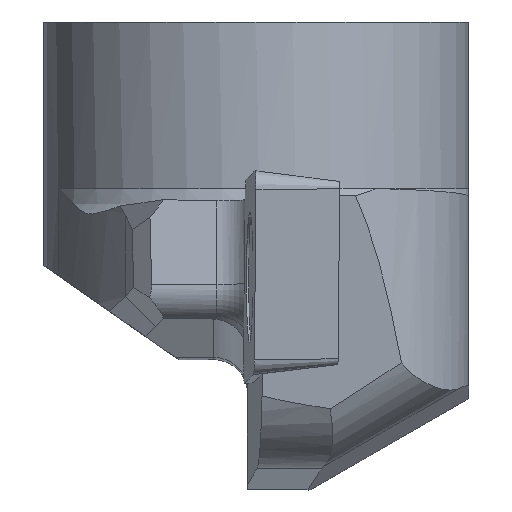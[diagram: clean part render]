
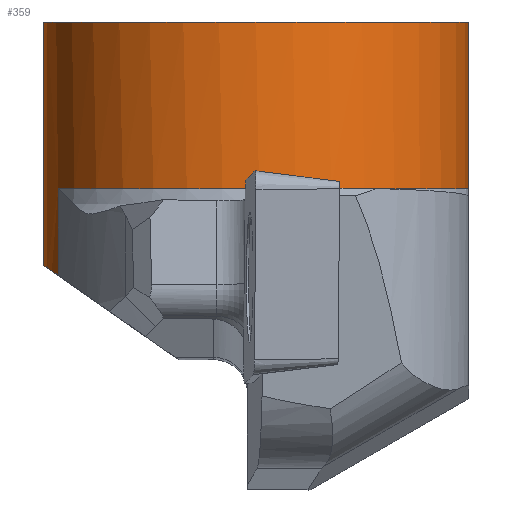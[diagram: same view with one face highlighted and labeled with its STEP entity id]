
A CAD part, left-side view. The second image highlights one B-rep face of the part: STEP entity #359.
In plain terms, the highlighted cylindrical face has radius 10 mm (diameter 20 mm), a full revolution.
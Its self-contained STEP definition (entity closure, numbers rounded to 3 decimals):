
#118=CYLINDRICAL_SURFACE('',#1273,10.);
#136=FACE_BOUND('',#504,.T.);
#137=FACE_BOUND('',#505,.T.);
#160=B_SPLINE_CURVE_WITH_KNOTS('',3,(#1780,#1781,#1782,#1783,#1784,#1785),
 .UNSPECIFIED.,.F.,.F.,(4,2,4),(0.,0.5,1.),.UNSPECIFIED.);
#161=B_SPLINE_CURVE_WITH_KNOTS('',3,(#1796,#1797,#1798,#1799,#1800,#1801,
#1802,#1803,#1804,#1805),.UNSPECIFIED.,.F.,.F.,(4,2,2,2,4),(0.,0.25,0.5,
0.75,1.),.UNSPECIFIED.);
#162=B_SPLINE_CURVE_WITH_KNOTS('',3,(#1807,#1808,#1809,#1810,#1811,#1812,
#1813),.UNSPECIFIED.,.F.,.F.,(4,3,4),(0.,0.431,1.),
 .UNSPECIFIED.);
#193=ELLIPSE('',#1270,12.208,10.);
#225=LINE('',#1790,#298);
#226=LINE('',#1794,#299);
#298=VECTOR('',#1441,1.);
#299=VECTOR('',#1444,1.);
#359=ADVANCED_FACE('',(#136,#137),#118,.T.);
#504=EDGE_LOOP('',(#606,#607,#608,#609,#610,#611,#612));
#505=EDGE_LOOP('',(#613));
#606=ORIENTED_EDGE('',*,*,#1017,.F.);
#607=ORIENTED_EDGE('',*,*,#1018,.T.);
#608=ORIENTED_EDGE('',*,*,#1019,.T.);
#609=ORIENTED_EDGE('',*,*,#1020,.T.);
#610=ORIENTED_EDGE('',*,*,#1021,.F.);
#611=ORIENTED_EDGE('',*,*,#1022,.T.);
#612=ORIENTED_EDGE('',*,*,#1023,.T.);
#613=ORIENTED_EDGE('',*,*,#1024,.T.);
#908=VERTEX_POINT('',#1786);
#909=VERTEX_POINT('',#1787);
#910=VERTEX_POINT('',#1789);
#911=VERTEX_POINT('',#1791);
#912=VERTEX_POINT('',#1793);
#913=VERTEX_POINT('',#1795);
#914=VERTEX_POINT('',#1806);
#915=VERTEX_POINT('',#1815);
#1017=EDGE_CURVE('',#908,#909,#160,.T.);
#1018=EDGE_CURVE('',#908,#910,#193,.T.);
#1019=EDGE_CURVE('',#910,#911,#225,.T.);
#1020=EDGE_CURVE('',#911,#912,#1148,.T.);
#1021=EDGE_CURVE('',#913,#912,#226,.T.);
#1022=EDGE_CURVE('',#913,#914,#161,.T.);
#1023=EDGE_CURVE('',#914,#909,#162,.T.);
#1024=EDGE_CURVE('',#915,#915,#1149,.T.);
#1148=CIRCLE('',#1271,10.);
#1149=CIRCLE('',#1272,10.);
#1270=AXIS2_PLACEMENT_3D('',#1788,#1439,#1440);
#1271=AXIS2_PLACEMENT_3D('',#1792,#1442,#1443);
#1272=AXIS2_PLACEMENT_3D('',#1814,#1445,#1446);
#1273=AXIS2_PLACEMENT_3D('',#1816,#1447,#1448);
#1439=DIRECTION('',(0.,-0.574,0.819));
#1440=DIRECTION('',(0.,0.819,0.574));
#1441=DIRECTION('',(0.,0.,1.));
#1442=DIRECTION('',(0.,0.,1.));
#1443=DIRECTION('',(1.,0.,0.));
#1444=DIRECTION('',(0.,0.,1.));
#1445=DIRECTION('',(0.,0.,-1.));
#1446=DIRECTION('',(1.,0.,0.));
#1447=DIRECTION('',(0.,0.,1.));
#1448=DIRECTION('',(1.,0.,0.));
#1780=CARTESIAN_POINT('',(0.8,9.968,-11.454));
#1781=CARTESIAN_POINT('',(2.48,9.833,-9.82));
#1782=CARTESIAN_POINT('',(4.495,9.212,-8.588));
#1783=CARTESIAN_POINT('',(8.007,6.399,-7.12));
#1784=CARTESIAN_POINT('',(9.325,4.319,-6.884));
#1785=CARTESIAN_POINT('',(9.798,2.,-6.795));
#1786=CARTESIAN_POINT('',(0.8,9.968,-11.454));
#1787=CARTESIAN_POINT('',(9.798,2.,-6.795));
#1788=CARTESIAN_POINT('',(0.,0.,-18.434));
#1789=CARTESIAN_POINT('',(-3.657,9.307,-11.917));
#1790=CARTESIAN_POINT('',(-3.657,9.307,-32.5));
#1791=CARTESIAN_POINT('',(-3.657,9.307,-7.842));
#1792=CARTESIAN_POINT('',(0.,0.,-7.842));
#1793=CARTESIAN_POINT('',(0.,-10.,-7.842));
#1794=CARTESIAN_POINT('',(0.,-10.,-32.5));
#1795=CARTESIAN_POINT('',(0.,-10.,-12.903));
#1796=CARTESIAN_POINT('',(0.,-10.,-12.903));
#1797=CARTESIAN_POINT('',(0.991,-10.,-11.702));
#1798=CARTESIAN_POINT('',(2.142,-9.853,-10.65));
#1799=CARTESIAN_POINT('',(4.576,-8.985,-8.945));
#1800=CARTESIAN_POINT('',(5.838,-8.256,-8.311));
#1801=CARTESIAN_POINT('',(8.006,-6.178,-7.463));
#1802=CARTESIAN_POINT('',(8.874,-4.861,-7.248));
#1803=CARTESIAN_POINT('',(9.924,-1.97,-7.013));
#1804=CARTESIAN_POINT('',(10.112,-0.39,-6.985));
#1805=CARTESIAN_POINT('',(9.934,1.149,-7.019));
#1806=CARTESIAN_POINT('',(9.934,1.149,-7.019));
#1807=CARTESIAN_POINT('',(9.934,1.149,-7.019));
#1808=CARTESIAN_POINT('',(9.921,1.259,-6.952));
#1809=CARTESIAN_POINT('',(9.905,1.378,-6.898));
#1810=CARTESIAN_POINT('',(9.887,1.5,-6.86));
#1811=CARTESIAN_POINT('',(9.862,1.662,-6.811));
#1812=CARTESIAN_POINT('',(9.832,1.833,-6.789));
#1813=CARTESIAN_POINT('',(9.798,2.,-6.795));
#1814=CARTESIAN_POINT('',(0.,0.,0.));
#1815=CARTESIAN_POINT('',(10.,0.,0.));
#1816=CARTESIAN_POINT('',(0.,0.,53.617));
